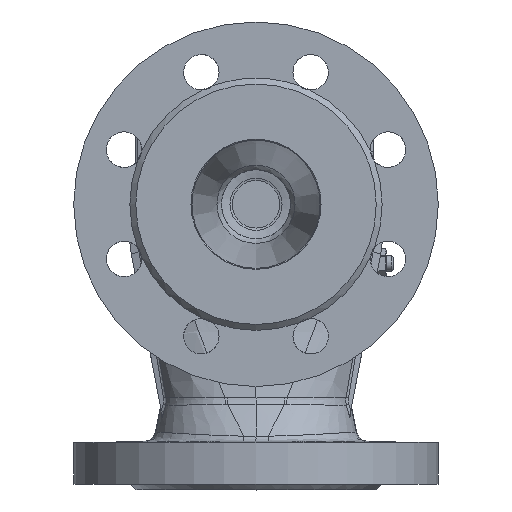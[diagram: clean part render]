
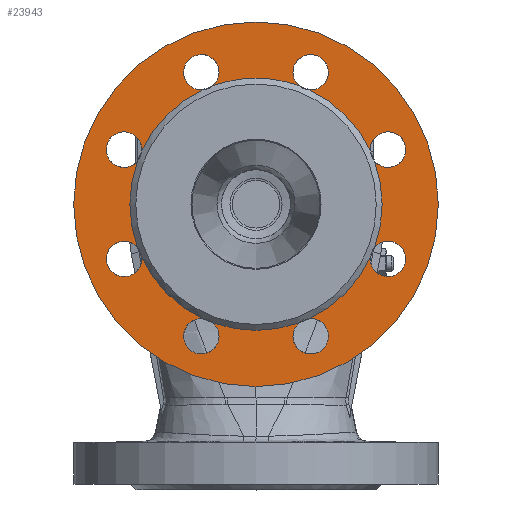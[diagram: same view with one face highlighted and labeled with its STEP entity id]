
A CAD part, front view. The second image highlights one B-rep face of the part: STEP entity #23943.
In plain terms, the highlighted planar face has unit normal (0, -1, 0).
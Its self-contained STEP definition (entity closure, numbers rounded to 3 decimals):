
#179=FACE_BOUND('',#3657,.T.);
#459=PLANE('',#25472);
#1586=CIRCLE('',#25428,64.);
#1588=CIRCLE('',#25430,64.);
#1590=CIRCLE('',#25432,64.);
#1592=CIRCLE('',#25434,64.);
#1594=CIRCLE('',#25436,64.);
#1596=CIRCLE('',#25438,64.);
#1598=CIRCLE('',#25440,64.);
#1600=CIRCLE('',#25442,64.);
#1602=CIRCLE('',#25444,64.);
#1604=CIRCLE('',#25448,9.);
#1605=CIRCLE('',#25449,9.);
#1623=CIRCLE('',#25471,92.5);
#1624=CIRCLE('',#25473,9.);
#1625=CIRCLE('',#25474,9.);
#1626=CIRCLE('',#25475,9.);
#1627=CIRCLE('',#25476,9.);
#1628=CIRCLE('',#25477,9.);
#1629=CIRCLE('',#25478,9.);
#1630=CIRCLE('',#25479,9.);
#1631=CIRCLE('',#25480,9.);
#1632=CIRCLE('',#25481,9.);
#1633=CIRCLE('',#25482,9.);
#1634=CIRCLE('',#25483,9.);
#1635=CIRCLE('',#25484,9.);
#1636=CIRCLE('',#25485,9.);
#1637=CIRCLE('',#25486,9.);
#2255=FACE_OUTER_BOUND('',#3656,.T.);
#3656=EDGE_LOOP('',(#17125));
#3657=EDGE_LOOP('',(#17126,#17127,#17128,#17129,#17130,#17131,#17132,#17133,
#17134,#17135,#17136,#17137,#17138,#17139,#17140,#17141,#17142,#17143,#17144,
#17145,#17146,#17147,#17148,#17149,#17150));
#10528=VERTEX_POINT('',#48013);
#10529=VERTEX_POINT('',#48014);
#10530=VERTEX_POINT('',#48016);
#10531=VERTEX_POINT('',#48018);
#10532=VERTEX_POINT('',#48020);
#10533=VERTEX_POINT('',#48022);
#10534=VERTEX_POINT('',#48024);
#10535=VERTEX_POINT('',#48026);
#10536=VERTEX_POINT('',#48028);
#10537=VERTEX_POINT('',#48030);
#10538=VERTEX_POINT('',#48032);
#10539=VERTEX_POINT('',#48034);
#10540=VERTEX_POINT('',#48036);
#10541=VERTEX_POINT('',#48038);
#10542=VERTEX_POINT('',#48040);
#10543=VERTEX_POINT('',#48042);
#10544=VERTEX_POINT('',#48044);
#10545=VERTEX_POINT('',#48051);
#10577=VERTEX_POINT('',#48421);
#10578=VERTEX_POINT('',#48425);
#10579=VERTEX_POINT('',#48428);
#10580=VERTEX_POINT('',#48431);
#10581=VERTEX_POINT('',#48434);
#10582=VERTEX_POINT('',#48437);
#10583=VERTEX_POINT('',#48440);
#10584=VERTEX_POINT('',#48443);
#13030=EDGE_CURVE('',#10528,#10529,#1586,.T.);
#13032=EDGE_CURVE('',#10531,#10530,#1588,.T.);
#13034=EDGE_CURVE('',#10533,#10532,#1590,.T.);
#13036=EDGE_CURVE('',#10535,#10534,#1592,.T.);
#13038=EDGE_CURVE('',#10536,#10537,#1594,.T.);
#13040=EDGE_CURVE('',#10538,#10539,#1596,.T.);
#13042=EDGE_CURVE('',#10540,#10541,#1598,.T.);
#13044=EDGE_CURVE('',#10542,#10543,#1600,.T.);
#13046=EDGE_CURVE('',#10529,#10544,#1602,.T.);
#13049=EDGE_CURVE('',#10534,#10545,#1604,.T.);
#13050=EDGE_CURVE('',#10545,#10533,#1605,.T.);
#13087=EDGE_CURVE('',#10577,#10577,#1623,.T.);
#13089=EDGE_CURVE('',#10532,#10578,#1624,.T.);
#13090=EDGE_CURVE('',#10578,#10531,#1625,.T.);
#13091=EDGE_CURVE('',#10530,#10579,#1626,.T.);
#13092=EDGE_CURVE('',#10579,#10528,#1627,.T.);
#13093=EDGE_CURVE('',#10544,#10580,#1628,.T.);
#13094=EDGE_CURVE('',#10580,#10543,#1629,.T.);
#13095=EDGE_CURVE('',#10542,#10581,#1630,.T.);
#13096=EDGE_CURVE('',#10581,#10541,#1631,.T.);
#13097=EDGE_CURVE('',#10540,#10582,#1632,.T.);
#13098=EDGE_CURVE('',#10582,#10539,#1633,.T.);
#13099=EDGE_CURVE('',#10538,#10583,#1634,.T.);
#13100=EDGE_CURVE('',#10583,#10537,#1635,.T.);
#13101=EDGE_CURVE('',#10536,#10584,#1636,.T.);
#13102=EDGE_CURVE('',#10584,#10535,#1637,.T.);
#17125=ORIENTED_EDGE('',*,*,#13087,.T.);
#17126=ORIENTED_EDGE('',*,*,#13049,.T.);
#17127=ORIENTED_EDGE('',*,*,#13050,.T.);
#17128=ORIENTED_EDGE('',*,*,#13034,.T.);
#17129=ORIENTED_EDGE('',*,*,#13089,.T.);
#17130=ORIENTED_EDGE('',*,*,#13090,.T.);
#17131=ORIENTED_EDGE('',*,*,#13032,.T.);
#17132=ORIENTED_EDGE('',*,*,#13091,.T.);
#17133=ORIENTED_EDGE('',*,*,#13092,.T.);
#17134=ORIENTED_EDGE('',*,*,#13030,.T.);
#17135=ORIENTED_EDGE('',*,*,#13046,.T.);
#17136=ORIENTED_EDGE('',*,*,#13093,.T.);
#17137=ORIENTED_EDGE('',*,*,#13094,.T.);
#17138=ORIENTED_EDGE('',*,*,#13044,.F.);
#17139=ORIENTED_EDGE('',*,*,#13095,.T.);
#17140=ORIENTED_EDGE('',*,*,#13096,.T.);
#17141=ORIENTED_EDGE('',*,*,#13042,.F.);
#17142=ORIENTED_EDGE('',*,*,#13097,.T.);
#17143=ORIENTED_EDGE('',*,*,#13098,.T.);
#17144=ORIENTED_EDGE('',*,*,#13040,.F.);
#17145=ORIENTED_EDGE('',*,*,#13099,.T.);
#17146=ORIENTED_EDGE('',*,*,#13100,.T.);
#17147=ORIENTED_EDGE('',*,*,#13038,.F.);
#17148=ORIENTED_EDGE('',*,*,#13101,.T.);
#17149=ORIENTED_EDGE('',*,*,#13102,.T.);
#17150=ORIENTED_EDGE('',*,*,#13036,.T.);
#23943=ADVANCED_FACE('',(#2255,#179),#459,.T.);
#25428=AXIS2_PLACEMENT_3D('',#48015,#27487,#27488);
#25430=AXIS2_PLACEMENT_3D('',#48019,#27491,#27492);
#25432=AXIS2_PLACEMENT_3D('',#48023,#27495,#27496);
#25434=AXIS2_PLACEMENT_3D('',#48027,#27499,#27500);
#25436=AXIS2_PLACEMENT_3D('',#48031,#27503,#27504);
#25438=AXIS2_PLACEMENT_3D('',#48035,#27507,#27508);
#25440=AXIS2_PLACEMENT_3D('',#48039,#27511,#27512);
#25442=AXIS2_PLACEMENT_3D('',#48043,#27515,#27516);
#25444=AXIS2_PLACEMENT_3D('',#48046,#27519,#27520);
#25448=AXIS2_PLACEMENT_3D('',#48052,#27528,#27529);
#25449=AXIS2_PLACEMENT_3D('',#48053,#27530,#27531);
#25471=AXIS2_PLACEMENT_3D('',#48422,#27577,#27578);
#25472=AXIS2_PLACEMENT_3D('',#48424,#27580,#27581);
#25473=AXIS2_PLACEMENT_3D('',#48426,#27582,#27583);
#25474=AXIS2_PLACEMENT_3D('',#48427,#27584,#27585);
#25475=AXIS2_PLACEMENT_3D('',#48429,#27586,#27587);
#25476=AXIS2_PLACEMENT_3D('',#48430,#27588,#27589);
#25477=AXIS2_PLACEMENT_3D('',#48432,#27590,#27591);
#25478=AXIS2_PLACEMENT_3D('',#48433,#27592,#27593);
#25479=AXIS2_PLACEMENT_3D('',#48435,#27594,#27595);
#25480=AXIS2_PLACEMENT_3D('',#48436,#27596,#27597);
#25481=AXIS2_PLACEMENT_3D('',#48438,#27598,#27599);
#25482=AXIS2_PLACEMENT_3D('',#48439,#27600,#27601);
#25483=AXIS2_PLACEMENT_3D('',#48441,#27602,#27603);
#25484=AXIS2_PLACEMENT_3D('',#48442,#27604,#27605);
#25485=AXIS2_PLACEMENT_3D('',#48444,#27606,#27607);
#25486=AXIS2_PLACEMENT_3D('',#48445,#27608,#27609);
#27487=DIRECTION('center_axis',(0.,1.,0.));
#27488=DIRECTION('ref_axis',(-0.342,0.,0.94));
#27491=DIRECTION('center_axis',(0.,1.,0.));
#27492=DIRECTION('ref_axis',(-0.906,0.,0.422));
#27495=DIRECTION('center_axis',(0.,1.,0.));
#27496=DIRECTION('ref_axis',(-0.94,0.,-0.342));
#27499=DIRECTION('center_axis',(0.,1.,0.));
#27500=DIRECTION('ref_axis',(-0.422,0.,-0.906));
#27503=DIRECTION('center_axis',(0.,-1.,0.));
#27504=DIRECTION('ref_axis',(0.,0.,-1.));
#27507=DIRECTION('center_axis',(0.,-1.,0.));
#27508=DIRECTION('ref_axis',(0.422,0.,-0.906));
#27511=DIRECTION('center_axis',(0.,-1.,0.));
#27512=DIRECTION('ref_axis',(0.94,0.,-0.342));
#27515=DIRECTION('center_axis',(0.,-1.,0.));
#27516=DIRECTION('ref_axis',(0.906,0.,0.422));
#27519=DIRECTION('center_axis',(0.,1.,0.));
#27520=DIRECTION('ref_axis',(-0.342,0.,0.94));
#27528=DIRECTION('center_axis',(0.,1.,0.));
#27529=DIRECTION('ref_axis',(0.997,0.,0.079));
#27530=DIRECTION('center_axis',(0.,1.,0.));
#27531=DIRECTION('ref_axis',(0.997,0.,0.079));
#27577=DIRECTION('center_axis',(0.,-1.,0.));
#27578=DIRECTION('ref_axis',(0.,0.,-1.));
#27580=DIRECTION('center_axis',(0.,-1.,0.));
#27581=DIRECTION('ref_axis',(0.,0.,1.));
#27582=DIRECTION('center_axis',(0.,1.,0.));
#27583=DIRECTION('ref_axis',(0.,0.,1.));
#27584=DIRECTION('center_axis',(0.,1.,0.));
#27585=DIRECTION('ref_axis',(0.,0.,1.));
#27586=DIRECTION('center_axis',(0.,1.,0.));
#27587=DIRECTION('ref_axis',(0.707,0.,0.707));
#27588=DIRECTION('center_axis',(0.,1.,0.));
#27589=DIRECTION('ref_axis',(0.707,0.,0.707));
#27590=DIRECTION('center_axis',(0.,1.,0.));
#27591=DIRECTION('ref_axis',(1.,0.,0.));
#27592=DIRECTION('center_axis',(0.,1.,0.));
#27593=DIRECTION('ref_axis',(1.,0.,0.));
#27594=DIRECTION('center_axis',(0.,1.,0.));
#27595=DIRECTION('ref_axis',(0.707,0.,-0.707));
#27596=DIRECTION('center_axis',(0.,1.,0.));
#27597=DIRECTION('ref_axis',(0.707,0.,-0.707));
#27598=DIRECTION('center_axis',(0.,1.,0.));
#27599=DIRECTION('ref_axis',(0.,0.,-1.));
#27600=DIRECTION('center_axis',(0.,1.,0.));
#27601=DIRECTION('ref_axis',(0.,0.,-1.));
#27602=DIRECTION('center_axis',(0.,1.,0.));
#27603=DIRECTION('ref_axis',(-0.707,0.,-0.707));
#27604=DIRECTION('center_axis',(0.,1.,0.));
#27605=DIRECTION('ref_axis',(-0.707,0.,-0.707));
#27606=DIRECTION('center_axis',(0.,1.,0.));
#27607=DIRECTION('ref_axis',(-1.,0.,0.));
#27608=DIRECTION('center_axis',(0.,1.,0.));
#27609=DIRECTION('ref_axis',(-1.,0.,0.));
#48013=CARTESIAN_POINT('',(-21.902,-142.,60.136));
#48014=CARTESIAN_POINT('',(0.,-142.,64.));
#48015=CARTESIAN_POINT('Origin',(0.,-142.,0.));
#48016=CARTESIAN_POINT('',(-27.036,-142.,58.009));
#48018=CARTESIAN_POINT('',(-58.009,-142.,27.036));
#48019=CARTESIAN_POINT('Origin',(0.,-142.,0.));
#48020=CARTESIAN_POINT('',(-60.136,-142.,21.902));
#48022=CARTESIAN_POINT('',(-60.136,-142.,-21.902));
#48023=CARTESIAN_POINT('Origin',(0.,-142.,0.));
#48024=CARTESIAN_POINT('',(-58.009,-142.,-27.036));
#48026=CARTESIAN_POINT('',(-27.036,-142.,-58.009));
#48027=CARTESIAN_POINT('Origin',(0.,-142.,0.));
#48028=CARTESIAN_POINT('',(-21.902,-142.,-60.136));
#48030=CARTESIAN_POINT('',(21.902,-142.,-60.136));
#48031=CARTESIAN_POINT('Origin',(0.,-142.,0.));
#48032=CARTESIAN_POINT('',(27.036,-142.,-58.009));
#48034=CARTESIAN_POINT('',(58.009,-142.,-27.036));
#48035=CARTESIAN_POINT('Origin',(0.,-142.,0.));
#48036=CARTESIAN_POINT('',(60.136,-142.,-21.902));
#48038=CARTESIAN_POINT('',(60.136,-142.,21.902));
#48039=CARTESIAN_POINT('Origin',(0.,-142.,0.));
#48040=CARTESIAN_POINT('',(58.009,-142.,27.036));
#48042=CARTESIAN_POINT('',(27.036,-142.,58.009));
#48043=CARTESIAN_POINT('Origin',(0.,-142.,0.));
#48044=CARTESIAN_POINT('',(21.902,-142.,60.136));
#48046=CARTESIAN_POINT('Origin',(0.,-142.,0.));
#48051=CARTESIAN_POINT('',(-60.617,-142.,-34.109));
#48052=CARTESIAN_POINT('Origin',(-66.981,-142.,-27.745));
#48053=CARTESIAN_POINT('Origin',(-66.981,-142.,-27.745));
#48421=CARTESIAN_POINT('',(0.,-142.,-92.5));
#48422=CARTESIAN_POINT('Origin',(0.,-142.,0.));
#48424=CARTESIAN_POINT('Origin',(0.,-142.,0.));
#48425=CARTESIAN_POINT('',(-66.981,-142.,18.745));
#48426=CARTESIAN_POINT('Origin',(-66.981,-142.,27.745));
#48427=CARTESIAN_POINT('Origin',(-66.981,-142.,27.745));
#48428=CARTESIAN_POINT('',(-34.109,-142.,60.617));
#48429=CARTESIAN_POINT('Origin',(-27.745,-142.,66.981));
#48430=CARTESIAN_POINT('Origin',(-27.745,-142.,66.981));
#48431=CARTESIAN_POINT('',(18.745,-142.,66.981));
#48432=CARTESIAN_POINT('Origin',(27.745,-142.,66.981));
#48433=CARTESIAN_POINT('Origin',(27.745,-142.,66.981));
#48434=CARTESIAN_POINT('',(60.617,-142.,34.109));
#48435=CARTESIAN_POINT('Origin',(66.981,-142.,27.745));
#48436=CARTESIAN_POINT('Origin',(66.981,-142.,27.745));
#48437=CARTESIAN_POINT('',(66.981,-142.,-18.745));
#48438=CARTESIAN_POINT('Origin',(66.981,-142.,-27.745));
#48439=CARTESIAN_POINT('Origin',(66.981,-142.,-27.745));
#48440=CARTESIAN_POINT('',(34.109,-142.,-60.617));
#48441=CARTESIAN_POINT('Origin',(27.745,-142.,-66.981));
#48442=CARTESIAN_POINT('Origin',(27.745,-142.,-66.981));
#48443=CARTESIAN_POINT('',(-18.745,-142.,-66.981));
#48444=CARTESIAN_POINT('Origin',(-27.745,-142.,-66.981));
#48445=CARTESIAN_POINT('Origin',(-27.745,-142.,-66.981));
